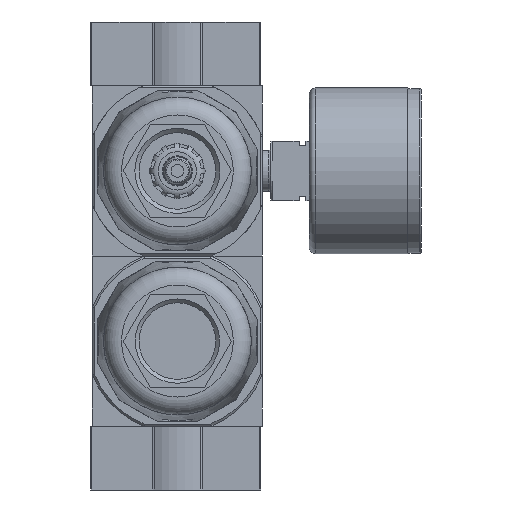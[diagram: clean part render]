
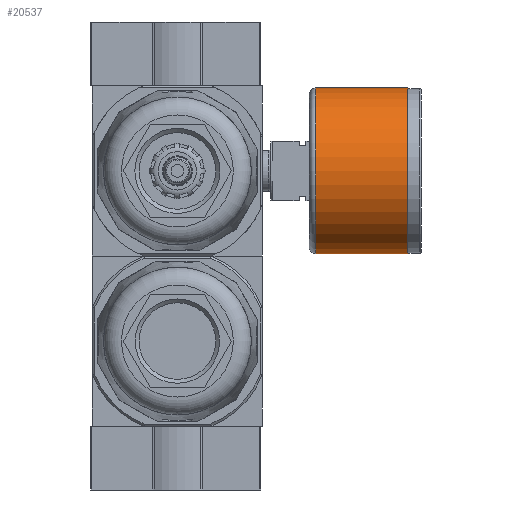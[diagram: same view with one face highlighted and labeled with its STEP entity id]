
A CAD part, front view. The second image highlights one B-rep face of the part: STEP entity #20537.
In plain terms, the highlighted cylindrical face has radius 19.5 mm (diameter 39 mm), a full revolution.
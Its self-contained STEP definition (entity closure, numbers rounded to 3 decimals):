
#810=CYLINDRICAL_SURFACE('',#21924,19.5);
#5175=ORIENTED_EDGE('',*,*,#8582,.F.);
#5176=ORIENTED_EDGE('',*,*,#8583,.T.);
#8582=EDGE_CURVE('',#10499,#10499,#11688,.T.);
#8583=EDGE_CURVE('',#10500,#10500,#11689,.T.);
#10499=VERTEX_POINT('',#30211);
#10500=VERTEX_POINT('',#30214);
#11688=CIRCLE('',#21923,19.5);
#11689=CIRCLE('',#21925,19.5);
#12676=EDGE_LOOP('',(#5175));
#12677=EDGE_LOOP('',(#5176));
#13837=FACE_BOUND('',#12676,.T.);
#13838=FACE_BOUND('',#12677,.T.);
#20537=ADVANCED_FACE('',(#13837,#13838),#810,.T.);
#21923=AXIS2_PLACEMENT_3D('',#30210,#25123,#25124);
#21924=AXIS2_PLACEMENT_3D('',#30212,#25125,#25126);
#21925=AXIS2_PLACEMENT_3D('',#30213,#25127,#25128);
#25123=DIRECTION('',(1.,0.,0.));
#25124=DIRECTION('',(0.,0.,-1.));
#25125=DIRECTION('',(1.,0.,0.));
#25126=DIRECTION('',(0.,0.,-1.));
#25127=DIRECTION('',(1.,0.,0.));
#25128=DIRECTION('',(0.,0.,-1.));
#30210=CARTESIAN_POINT('',(-3.2,0.,0.));
#30211=CARTESIAN_POINT('',(-3.2,0.,-19.5));
#30212=CARTESIAN_POINT('',(0.,0.,0.));
#30213=CARTESIAN_POINT('',(-24.85,0.,0.));
#30214=CARTESIAN_POINT('',(-24.85,0.,-19.5));
